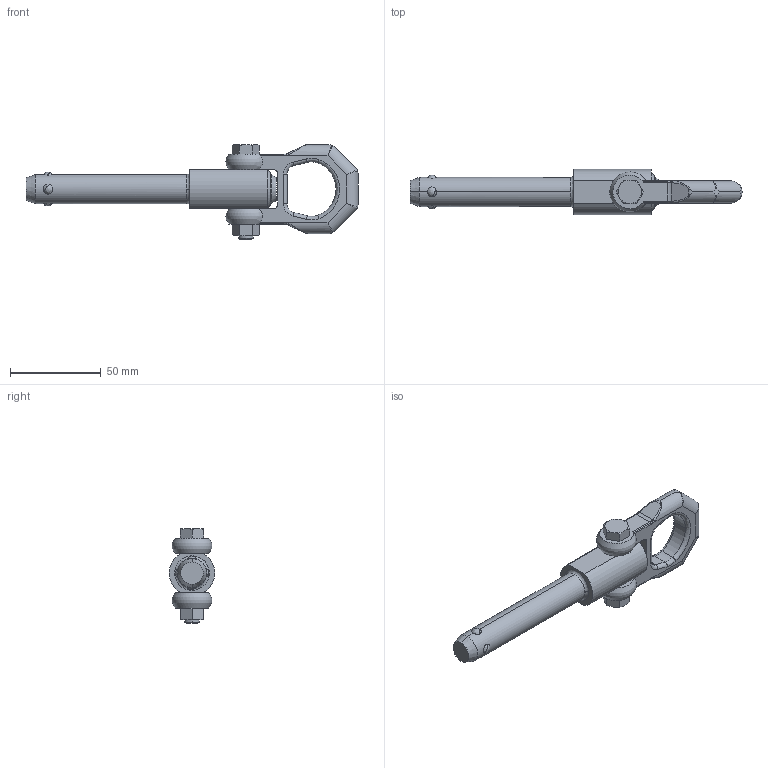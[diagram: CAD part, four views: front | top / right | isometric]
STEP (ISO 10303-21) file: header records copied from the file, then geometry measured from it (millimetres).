
FILE_DESCRIPTION(('STEP AP214'),'1');
FILE_NAME('EH_22350_0645.stp','2016-12-21T12:45:39',('TraceParts'),('TraceParts S.A.'),'Spatial InterOp 3D',' ',' ');
FILE_SCHEMA(('automotive_design'));
Length unit declared in the file: millimetre
Products named in the file (2): 1; 2
Bounding box: 182.9 x 25 x 52.3 mm (x, y, z)
Volume: 60836.9 mm3; surface area: 17734.1 mm2
Topology: 2 solids, 2 shells, 170 faces, 433 edges, 258 vertices
Faces by surface type: cylinder 55, bspline 42, plane 37, cone 32, torus 4
Entity records: 9199 total; most frequent: CARTESIAN_POINT 4037, ORIENTED_EDGE 830, DIRECTION 723, EDGE_CURVE 415, AXIS2_PLACEMENT_3D 293, VERTEX_POINT 258, EDGE_LOOP 185, STYLED_ITEM 172
